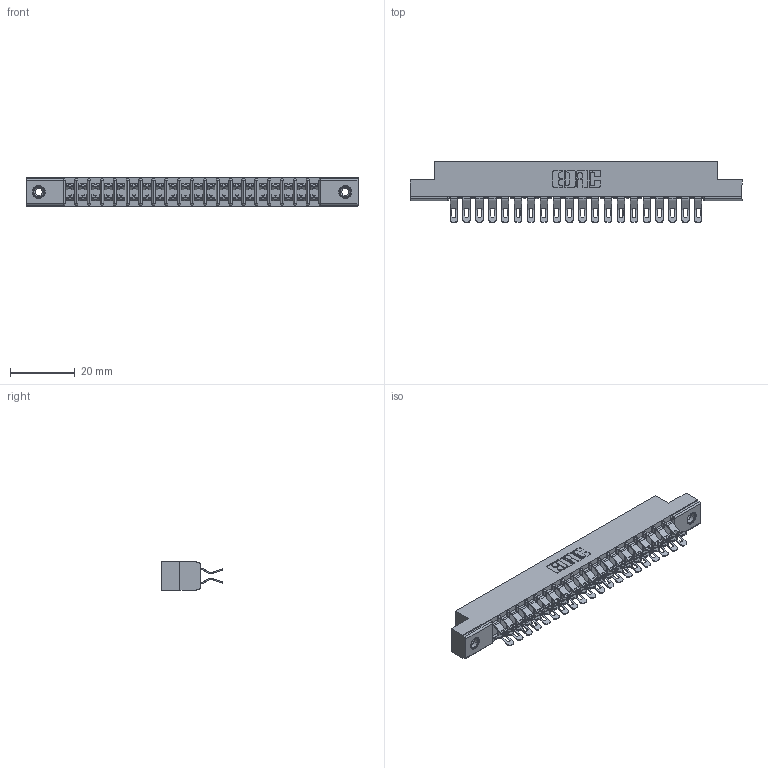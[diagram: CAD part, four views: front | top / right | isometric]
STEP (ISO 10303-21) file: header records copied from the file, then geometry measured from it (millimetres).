
FILE_DESCRIPTION (( 'STEP AP203' ), '1' );
FILE_NAME ('307-040-455-208.STEP', '2020-09-29T20:43:48', ( '' ), ( '' ), 'SwSTEP 2.0', 'SolidWorks 2020', '' );
FILE_SCHEMA (( 'CONFIG_CONTROL_DESIGN' ));
Length unit declared in the file: inch
Products named in the file (4): 345-250-001_345-250-003-102; 307-290-001_555; 307 Part_.156 Dia Mounting Holes; 307-040-455-208
Assembly tree (43 placements, depth 2):
  307-040-455-208
    307 Part_.156 Dia Mounting Holes
    307-290-001_555  x40
    345-250-001_345-250-003-102  x2
Bounding box: 102.26 x 18.75 x 8.71 mm (x, y, z)
Volume: 6801.8 mm3; surface area: 12589.2 mm2
Topology: 43 solids, 43 shells, 2639 faces, 7699 edges, 5014 vertices
Faces by surface type: plane 1462, cylinder 1119, sphere 42, cone 12, torus 4
Entity records: 22220 total; most frequent: CARTESIAN_POINT 3631, ORIENTED_EDGE 3592, DIRECTION 3582, EDGE_CURVE 1796, LINE 1356, VECTOR 1356, VERTEX_POINT 1162, AXIS2_PLACEMENT_3D 1113
